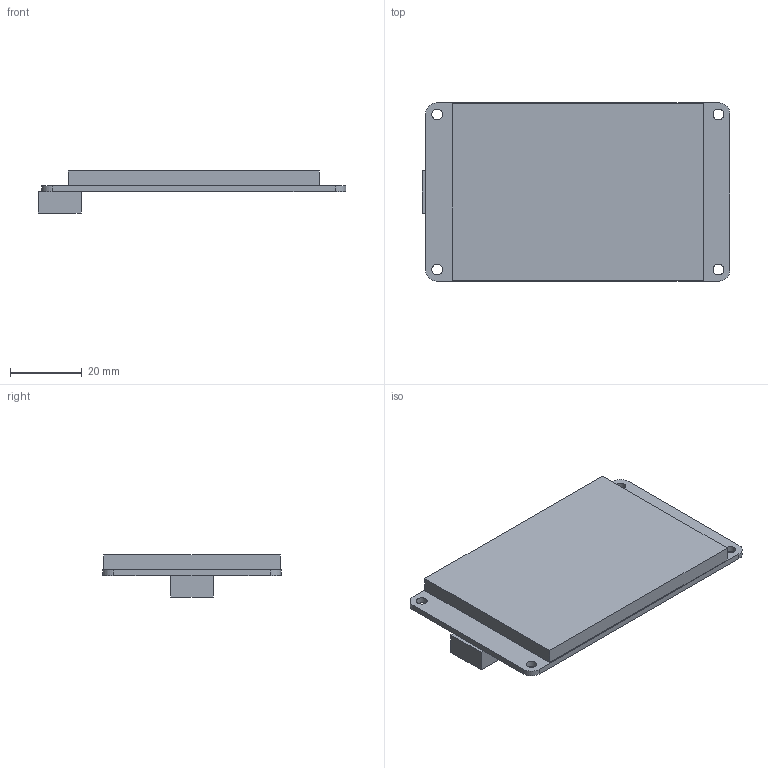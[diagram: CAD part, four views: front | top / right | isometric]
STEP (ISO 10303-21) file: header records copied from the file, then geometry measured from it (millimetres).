
FILE_DESCRIPTION((''),'2;1');
FILE_NAME('Display 2,8.stp','2016-01-02T00:16:39',('Administrator'),(''),'Autodesk Inventor 2010','Autodesk Inventor 2010','');
FILE_SCHEMA(('AUTOMOTIVE_DESIGN { 1 0 10303 214 1 1 1 1 }'));
Length unit declared in the file: millimetre
Products named in the file (1): Display 2,8
Bounding box: 86 x 49.8 x 11.75 mm (x, y, z)
Volume: 21978.6 mm3; surface area: 10184.4 mm2
Topology: 1 solids, 1 shells, 25 faces, 64 edges, 42 vertices
Faces by surface type: plane 17, cylinder 8
Full cylindrical faces by diameter (mm): 3 x4
Entity records: 799 total; most frequent: CARTESIAN_POINT 128, DIRECTION 128, ORIENTED_EDGE 120, EDGE_CURVE 60, VECTOR 44, LINE 44, AXIS2_PLACEMENT_3D 42, VERTEX_POINT 42
